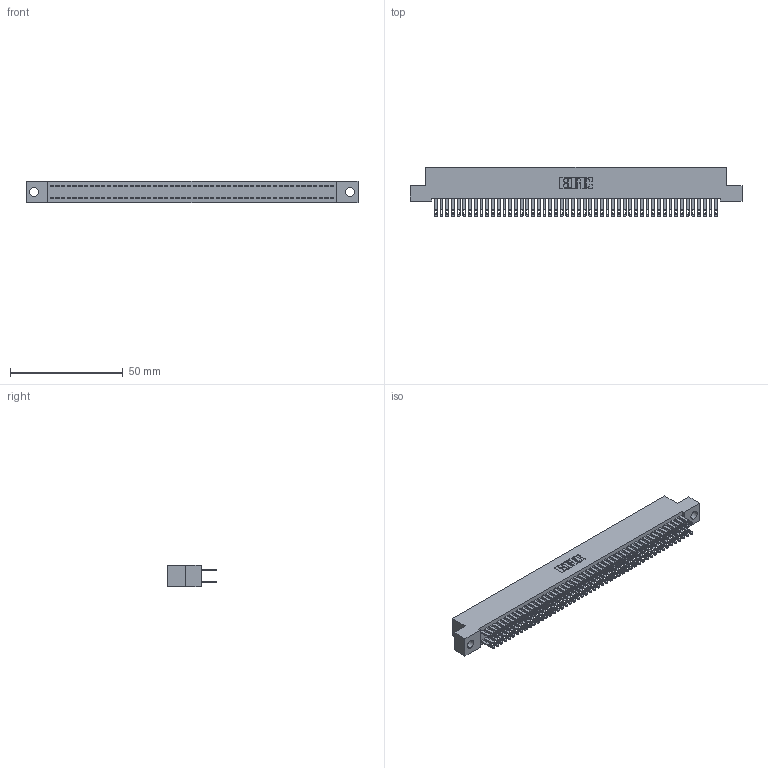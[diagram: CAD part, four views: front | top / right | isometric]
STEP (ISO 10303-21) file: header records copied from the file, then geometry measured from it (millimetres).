
FILE_DESCRIPTION (( 'STEP AP203' ), '1' );
FILE_NAME ('342-100-500-204.STEP', '2018-08-14T04:18:33', ( '' ), ( '' ), 'SwSTEP 2.0', 'SolidWorks 2016', '' );
FILE_SCHEMA (( 'CONFIG_CONTROL_DESIGN' ));
Length unit declared in the file: inch
Products named in the file (3): 342-100-500-204; 342 Part_.156 TH; 345-292-001_345-293-100
Assembly tree (101 placements, depth 2):
  342-100-500-204
    342 Part_.156 TH
    345-292-001_345-293-100  x100
Bounding box: 147.32 x 21.85 x 9.4 mm (x, y, z)
Volume: 13493.1 mm3; surface area: 22942.2 mm2
Topology: 101 solids, 101 shells, 4910 faces, 14999 edges, 9998 vertices
Faces by surface type: plane 3066, cylinder 1844
Entity records: 30933 total; most frequent: CARTESIAN_POINT 5114, ORIENTED_EDGE 5050, DIRECTION 4357, EDGE_CURVE 2525, LINE 2393, VECTOR 2393, VERTEX_POINT 1682, AXIS2_PLACEMENT_3D 982
